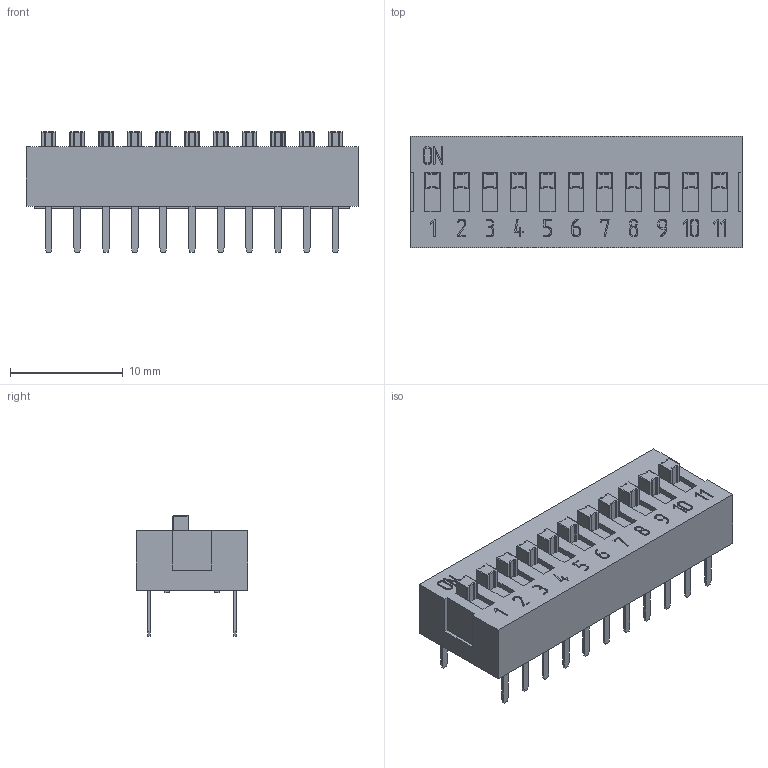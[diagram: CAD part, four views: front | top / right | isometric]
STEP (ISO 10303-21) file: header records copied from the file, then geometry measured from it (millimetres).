
FILE_DESCRIPTION(('STEP AP214'), '1');
FILE_NAME('DS1040 (DIP_switch)', '2018-05-03T07:36:28', ('Chugay'), (''), 'ASCON STEP Converter 1.3', 'ASCON Math Kernel', '');
FILE_SCHEMA(('AUTOMOTIVE_DESIGN { 1 0 10303 214 3 1 1}'));
Length unit declared in the file: millimetre
Bounding box: 29.4 x 9.9 x 10.65 mm (x, y, z)
Volume: 1556.7 mm3; surface area: 1332.5 mm2
Topology: 1 solids, 1 shells, 1589 faces, 4338 edges, 2730 vertices
Faces by surface type: plane 947, cylinder 510, sphere 88, torus 44
Entity records: 61932 total; most frequent: CARTESIAN_POINT 8572, DIRECTION 8538, ORIENTED_EDGE 8500, EDGE_CURVE 4250, LINE 3142, VECTOR 3142, VERTEX_POINT 2732, AXIS2_PLACEMENT_3D 2698
